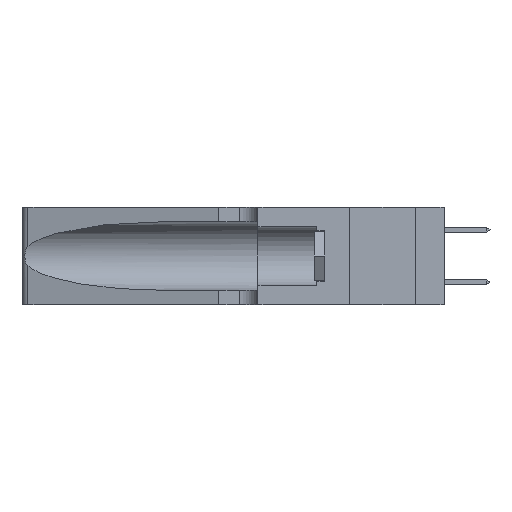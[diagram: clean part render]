
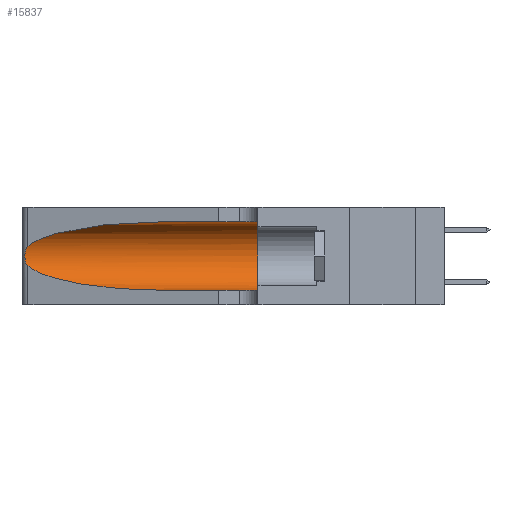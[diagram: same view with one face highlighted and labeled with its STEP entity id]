
A CAD part, left-side view. The second image highlights one B-rep face of the part: STEP entity #15837.
In plain terms, the highlighted cylindrical face has radius 3.308 mm (diameter 6.617 mm), a partial arc.
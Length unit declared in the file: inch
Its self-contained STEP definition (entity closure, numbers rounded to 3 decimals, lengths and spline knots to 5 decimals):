
#300 = DIRECTION ( 'NONE',  ( 0., 1., 0. ) ) ;
#1147 = CARTESIAN_POINT ( 'NONE',  ( 0.25487, 1.22718, 0.22369 ) ) ;
#1269 = CARTESIAN_POINT ( 'NONE',  ( 0.25487, 1.22718, 0.14631 ) ) ;
#1587 = CARTESIAN_POINT ( 'NONE',  ( 0.25856, 1.23593, 0.16098 ) ) ;
#1658 = CARTESIAN_POINT ( 'NONE',  ( 0.25854, 1.2359, 0.20912 ) ) ;
#1766 = VERTEX_POINT ( 'NONE', #17746 ) ;
#1847 = CARTESIAN_POINT ( 'NONE',  ( 0.1305, 0.35, 0.185 ) ) ;
#2021 = CYLINDRICAL_SURFACE ( 'NONE', #10280, 0.13025 ) ;
#2538 = EDGE_CURVE ( 'NONE', #1766, #15946, #20079, .T. ) ;
#3270 = EDGE_CURVE ( 'NONE', #15563, #1766, #11849, .T. ) ;
#3275 = CARTESIAN_POINT ( 'NONE',  ( 0.25639, 1.23186, 0.15144 ) ) ;
#3657 = DIRECTION ( 'NONE',  ( 0., 0., 1. ) ) ;
#3701 = DIRECTION ( 'NONE',  ( 0., -1., 0. ) ) ;
#4077 = EDGE_CURVE ( 'NONE', #11349, #18356, #6783, .T. ) ;
#4284 = ORIENTED_EDGE ( 'NONE', *, *, #3270, .F. ) ;
#4318 = CARTESIAN_POINT ( 'NONE',  ( 0.18966, 0.96281, 0.05475 ) ) ;
#4732 = ORIENTED_EDGE ( 'NONE', *, *, #2538, .F. ) ;
#5347 = CARTESIAN_POINT ( 'NONE',  ( 0.25487, 1.22718, 0.22369 ) ) ;
#5663 = CARTESIAN_POINT ( 'NONE',  ( 0.1305, 0.72297, 0.31525 ) ) ;
#6010 = CARTESIAN_POINT ( 'NONE',  ( 0.1305, 0.72297, 0.05475 ) ) ;
#6492 = ORIENTED_EDGE ( 'NONE', *, *, #18146, .T. ) ;
#6518 =( BOUNDED_CURVE ( )  B_SPLINE_CURVE ( 3, ( #17850, #7985, #11182, #1147 ),
 .UNSPECIFIED., .F., .T. ) 
 B_SPLINE_CURVE_WITH_KNOTS ( ( 4, 4 ),
 ( 1.5708, 2.84003 ),
 .UNSPECIFIED. ) 
 CURVE ( )  GEOMETRIC_REPRESENTATION_ITEM ( )  RATIONAL_B_SPLINE_CURVE ( ( 1., 0.87, 0.87, 1. ) ) 
 REPRESENTATION_ITEM ( '' )  );
#6619 = CARTESIAN_POINT ( 'NONE',  ( 0.25487, 1.22718, 0.14631 ) ) ;
#6783 =( BOUNDED_CURVE ( )  B_SPLINE_CURVE ( 3, ( #1269, #21102, #4318, #6010 ),
 .UNSPECIFIED., .F., .T. ) 
 B_SPLINE_CURVE_WITH_KNOTS ( ( 4, 4 ),
 ( 3.44316, 4.71239 ),
 .UNSPECIFIED. ) 
 CURVE ( )  GEOMETRIC_REPRESENTATION_ITEM ( )  RATIONAL_B_SPLINE_CURVE ( ( 1., 0.87, 0.87, 1. ) ) 
 REPRESENTATION_ITEM ( '' )  );
#7985 = CARTESIAN_POINT ( 'NONE',  ( 0.18966, 0.96281, 0.31525 ) ) ;
#8224 = CARTESIAN_POINT ( 'NONE',  ( 0.26075, 1.23896, 0.19203 ) ) ;
#8296 = CARTESIAN_POINT ( 'NONE',  ( 0.1305, 0.72297, 0.05475 ) ) ;
#8459 = CARTESIAN_POINT ( 'NONE',  ( 0.1305, 0.35, 0.05475 ) ) ;
#10251 = LINE ( 'NONE', #19169, #14498 ) ;
#10280 = AXIS2_PLACEMENT_3D ( 'NONE', #21441, #19842, #16439 ) ;
#10385 = CARTESIAN_POINT ( 'NONE',  ( 0.1305, 1.61858, 0.31525 ) ) ;
#10645 = AXIS2_PLACEMENT_3D ( 'NONE', #1847, #300, #3657 ) ;
#11182 = CARTESIAN_POINT ( 'NONE',  ( 0.2373, 1.15595, 0.28018 ) ) ;
#11349 = VERTEX_POINT ( 'NONE', #14278 ) ;
#11502 = B_SPLINE_CURVE_WITH_KNOTS ( 'NONE', 3,
 ( #13249, #13109, #14949, #16625, #1658, #18307, #8224, #20031, #21691, #1587, #13315, #3275, #15016, #6619 ),
 .UNSPECIFIED., .F., .F.,
 ( 4, 2, 2, 2, 2, 2, 4 ),
 ( 0., 0.00027, 0.00053, 0.00107, 0.0016, 0.00187, 0.00214 ),
 .UNSPECIFIED. ) ;
#11849 = LINE ( 'NONE', #10385, #21588 ) ;
#13109 = CARTESIAN_POINT ( 'NONE',  ( 0.25555, 1.22994, 0.2215 ) ) ;
#13249 = CARTESIAN_POINT ( 'NONE',  ( 0.25487, 1.22718, 0.22369 ) ) ;
#13315 = CARTESIAN_POINT ( 'NONE',  ( 0.25789, 1.23486, 0.15765 ) ) ;
#14160 = DIRECTION ( 'NONE',  ( 0., -1., 0. ) ) ;
#14278 = CARTESIAN_POINT ( 'NONE',  ( 0.25487, 1.22718, 0.14631 ) ) ;
#14498 = VECTOR ( 'NONE', #14160, 39.37008 ) ;
#14949 = CARTESIAN_POINT ( 'NONE',  ( 0.25639, 1.23184, 0.21858 ) ) ;
#15007 = EDGE_CURVE ( 'NONE', #15563, #15466, #6518, .T. ) ;
#15016 = CARTESIAN_POINT ( 'NONE',  ( 0.25555, 1.22993, 0.14849 ) ) ;
#15421 = FACE_OUTER_BOUND ( 'NONE', #19141, .T. ) ;
#15466 = VERTEX_POINT ( 'NONE', #5347 ) ;
#15563 = VERTEX_POINT ( 'NONE', #5663 ) ;
#15837 = ADVANCED_FACE ( 'NONE', ( #15421 ), #2021, .F. ) ;
#15946 = VERTEX_POINT ( 'NONE', #8459 ) ;
#16439 = DIRECTION ( 'NONE',  ( 0., 0., -1. ) ) ;
#16625 = CARTESIAN_POINT ( 'NONE',  ( 0.25787, 1.23484, 0.2124 ) ) ;
#17746 = CARTESIAN_POINT ( 'NONE',  ( 0.1305, 0.35, 0.31525 ) ) ;
#17850 = CARTESIAN_POINT ( 'NONE',  ( 0.1305, 0.72297, 0.31525 ) ) ;
#18146 = EDGE_CURVE ( 'NONE', #18356, #15946, #10251, .T. ) ;
#18307 = CARTESIAN_POINT ( 'NONE',  ( 0.26018, 1.23835, 0.19895 ) ) ;
#18356 = VERTEX_POINT ( 'NONE', #8296 ) ;
#18431 = EDGE_CURVE ( 'NONE', #15466, #11349, #11502, .T. ) ;
#19031 = ORIENTED_EDGE ( 'NONE', *, *, #15007, .T. ) ;
#19141 = EDGE_LOOP ( 'NONE', ( #19031, #19859, #20964, #6492, #4732, #4284 ) ) ;
#19169 = CARTESIAN_POINT ( 'NONE',  ( 0.1305, 1.61858, 0.05475 ) ) ;
#19842 = DIRECTION ( 'NONE',  ( 0., -1., 0. ) ) ;
#19859 = ORIENTED_EDGE ( 'NONE', *, *, #18431, .T. ) ;
#20031 = CARTESIAN_POINT ( 'NONE',  ( 0.26075, 1.23896, 0.178 ) ) ;
#20079 = CIRCLE ( 'NONE', #10645, 0.13025 ) ;
#20964 = ORIENTED_EDGE ( 'NONE', *, *, #4077, .T. ) ;
#21102 = CARTESIAN_POINT ( 'NONE',  ( 0.2373, 1.15595, 0.08982 ) ) ;
#21441 = CARTESIAN_POINT ( 'NONE',  ( 0.1305, 1.61858, 0.185 ) ) ;
#21588 = VECTOR ( 'NONE', #3701, 39.37008 ) ;
#21691 = CARTESIAN_POINT ( 'NONE',  ( 0.26017, 1.23833, 0.17102 ) ) ;
